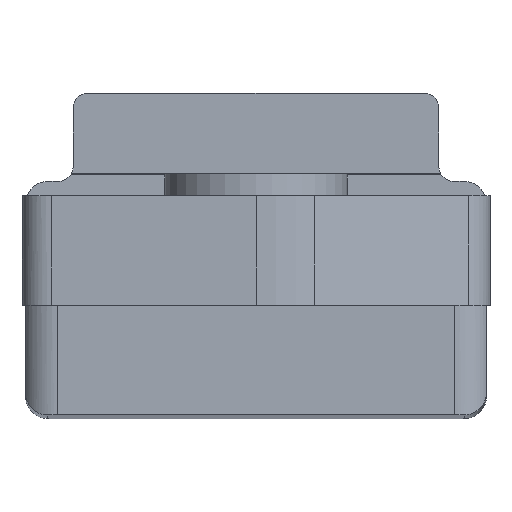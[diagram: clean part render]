
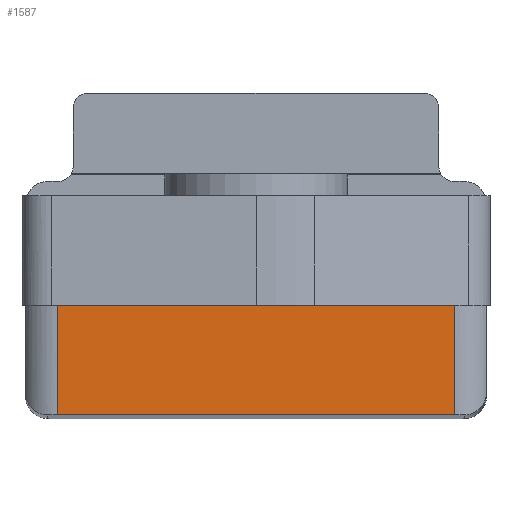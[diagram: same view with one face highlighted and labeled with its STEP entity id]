
A CAD part, top view. The second image highlights one B-rep face of the part: STEP entity #1587.
In plain terms, the highlighted face is planar.
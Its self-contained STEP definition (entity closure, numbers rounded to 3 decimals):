
#118=ORIENTED_EDGE('',*,*,#446,.F.);
#119=ORIENTED_EDGE('',*,*,#452,.F.);
#120=ORIENTED_EDGE('',*,*,#453,.F.);
#121=ORIENTED_EDGE('',*,*,#454,.T.);
#446=EDGE_CURVE('',#613,#614,#723,.T.);
#452=EDGE_CURVE('',#619,#613,#726,.F.);
#453=EDGE_CURVE('',#620,#619,#727,.T.);
#454=EDGE_CURVE('',#620,#614,#728,.F.);
#613=VERTEX_POINT('',#2133);
#614=VERTEX_POINT('',#2135);
#619=VERTEX_POINT('',#2147);
#620=VERTEX_POINT('',#2149);
#723=LINE('',#2134,#832);
#726=LINE('',#2146,#835);
#727=LINE('',#2148,#836);
#728=LINE('',#2150,#837);
#832=VECTOR('',#1786,1000.);
#835=VECTOR('',#1797,1000.);
#836=VECTOR('',#1798,1000.);
#837=VECTOR('',#1799,1000.);
#940=EDGE_LOOP('',(#118,#119,#120,#121));
#1015=FACE_BOUND('',#940,.T.);
#1090=PLANE('',#1664);
#1587=ADVANCED_FACE('',(#1015),#1090,.F.);
#1664=AXIS2_PLACEMENT_3D('',#2145,#1795,#1796);
#1786=DIRECTION('',(0.,0.,1.));
#1795=DIRECTION('',(1.,0.,0.));
#1796=DIRECTION('',(0.,0.,-1.));
#1797=DIRECTION('',(0.,-1.,0.));
#1798=DIRECTION('',(0.,0.,-1.));
#1799=DIRECTION('',(0.,-1.,0.));
#2133=CARTESIAN_POINT('',(0.,1.5,-2.715));
#2134=CARTESIAN_POINT('',(0.,1.5,-5.));
#2135=CARTESIAN_POINT('',(0.,1.5,2.715));
#2145=CARTESIAN_POINT('',(0.,2.9,2.85));
#2146=CARTESIAN_POINT('',(0.,5.,-2.715));
#2147=CARTESIAN_POINT('',(0.,0.,-2.715));
#2148=CARTESIAN_POINT('',(0.,0.,2.85));
#2149=CARTESIAN_POINT('',(0.,0.,2.715));
#2150=CARTESIAN_POINT('',(0.,5.,2.715));
